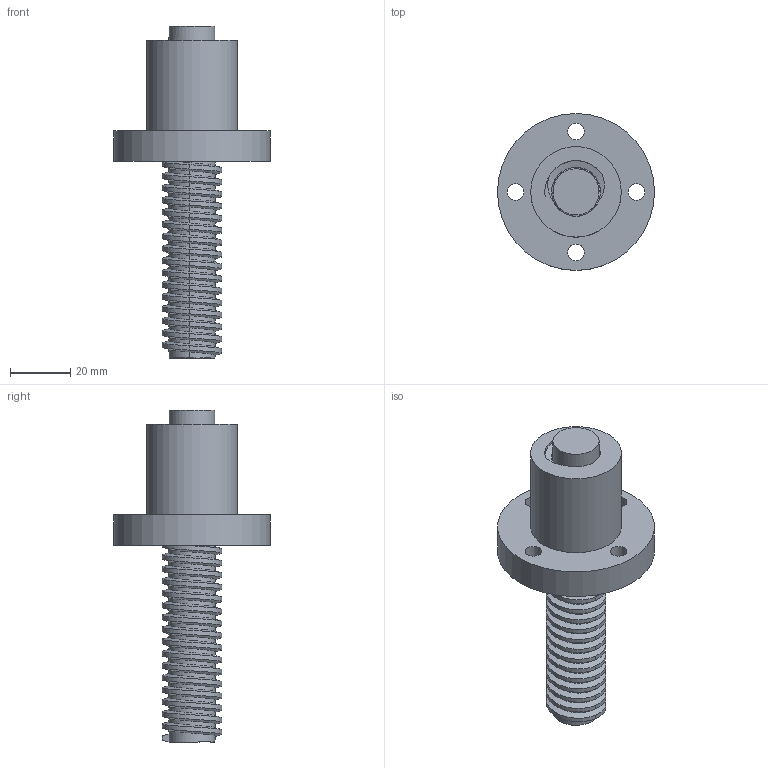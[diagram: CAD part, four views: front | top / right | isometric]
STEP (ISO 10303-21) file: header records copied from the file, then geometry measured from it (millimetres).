
FILE_DESCRIPTION(/* description */ (''),/* implementation_level */ '2;1');
FILE_NAME(/* name */ 'Lead_Screw_Assy.stp',/* time_stamp */ '2023-03-24T14:56:34+05:00',/* author */ ('ADMIN'),/* organization */ (''),/* preprocessor_version */ 'ST-DEVELOPER v18',/* originating_system */ 'Autodesk Inventor 2020',/* authorisation */ '');
FILE_SCHEMA (('AUTOMOTIVE_DESIGN { 1 0 10303 214 3 1 1 }'));
Length unit declared in the file: millimetre
Products named in the file (3): Lead_Screw_Assy; LeadScrew; TR-20x4 nut
Assembly tree (2 placements, depth 2):
  Lead_Screw_Assy
    LeadScrew
    TR-20x4 nut
Bounding box: 52 x 52 x 110 mm (x, y, z)
Volume: 56147.4 mm3; surface area: 24536 mm2
Topology: 2 solids, 2 shells, 100 faces, 284 edges, 193 vertices
Faces by surface type: cylinder 84, plane 11, bspline 5
Full cylindrical faces by diameter (mm): 5.5 x4, 10 x4, 15.287 x25, 16.19 x9, 19.85 x24, 20.68 x9, 30 x1, 52 x1
Entity records: 14256 total; most frequent: CARTESIAN_POINT 11791, ORIENTED_EDGE 568, DIRECTION 370, EDGE_CURVE 284, VERTEX_POINT 193, B_SPLINE_CURVE_WITH_KNOTS 154, AXIS2_PLACEMENT_3D 140, EDGE_LOOP 115
